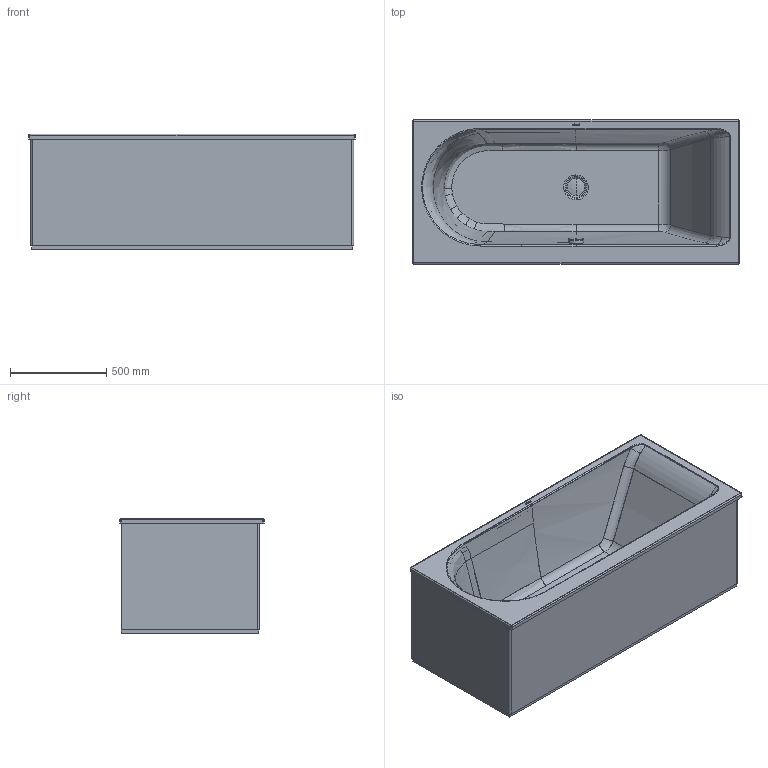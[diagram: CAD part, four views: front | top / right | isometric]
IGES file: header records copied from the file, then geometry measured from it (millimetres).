
Global section: file name: No Iges File Name specified; native system: Autodesk Inventor 2011; preprocessor: AutoDesk Inventor Iges Exporter R2011; author: Administrator; date: 20110518.203451; units: millimetre
Bounding box: 1700.11 x 750.25 x 600.04 mm (x, y, z)
Volume: 39424612.3 mm3; surface area: 8920944.1 mm2
Topology: 5 solids, 5 shells, 505 faces, 1439 edges, 947 vertices
Faces by surface type: plane 265, bspline 150, revolution 36, cylinder 36, torus 10, cone 4, sphere 4
